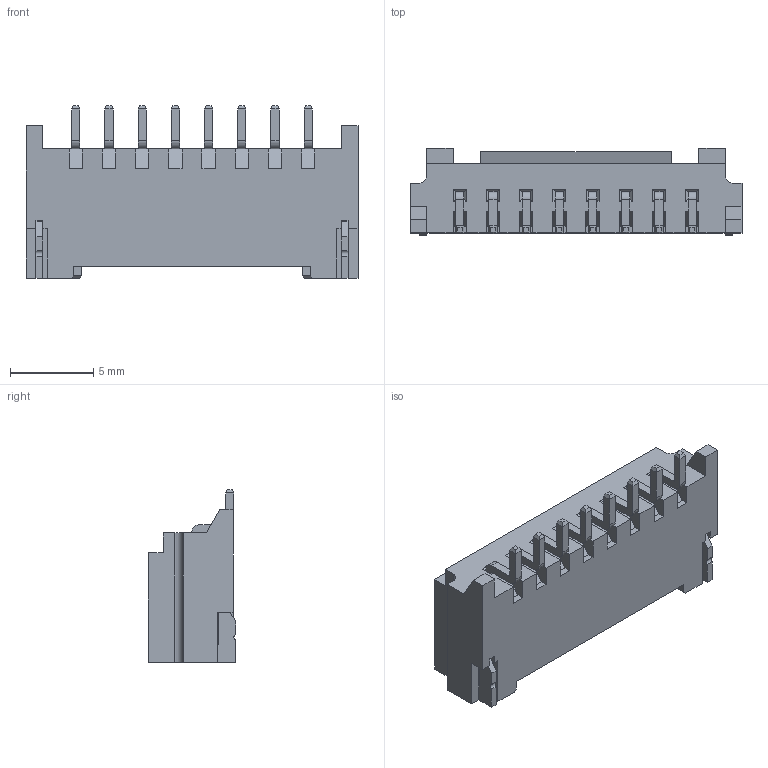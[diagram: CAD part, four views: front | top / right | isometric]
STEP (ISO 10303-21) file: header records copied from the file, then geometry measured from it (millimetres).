
FILE_DESCRIPTION( ('This file contains a STEP AP42 implementation' ,'as created by ZW3D STEP Interface translator.') ,'2;1' );
FILE_NAME( 'WF2005-WZXXXXX01.stp' ,'23 420.135529', (''), ('ZWCAD Software Co.'), 'Version 1.0', 'ZW3D to STEP translator', '' );
FILE_SCHEMA(('AUTOMOTIVE_DESIGN { 1 0 10303 214 1 1 1 1 }'));
Length unit declared in the file: millimetre
Products named in the file (2): 0; WF2005-WZXXX01
Bounding box: 20 x 5.25 x 10.4 mm (x, y, z)
Volume: 306.7 mm3; surface area: 908.7 mm2
Topology: 1 solids, 1 shells, 393 faces, 1071 edges, 672 vertices
Faces by surface type: plane 359, cylinder 34
Entity records: 12524 total; most frequent: ORIENTED_EDGE 2146, CARTESIAN_POINT 2137, DIRECTION 1929, EDGE_CURVE 1071, VECTOR 1001, LINE 1001, VERTEX_POINT 672, AXIS2_PLACEMENT_3D 464
